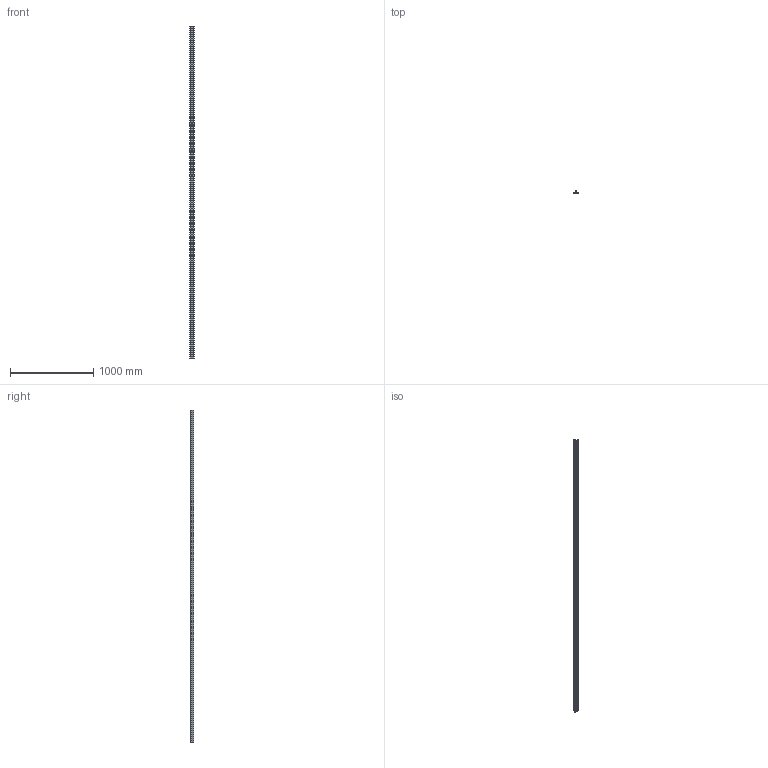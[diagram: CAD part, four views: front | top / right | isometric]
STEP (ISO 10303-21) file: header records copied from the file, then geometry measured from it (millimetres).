
FILE_DESCRIPTION (( 'STEP AP214' ), '1' );
FILE_NAME ('Ñáîðêà2.STEP', '2024-03-19T09:34:56', ( '' ), ( '' ), 'SwSTEP 2.0', 'SolidWorks 2022', '' );
FILE_SCHEMA (( 'AUTOMOTIVE_DESIGN' ));
Length unit declared in the file: millimetre
Products named in the file (2): Сборка2; Z48 Цилиндрический рельс SBR20_00
Assembly tree (1 placements, depth 2):
  Сборка2
    Z48 Цилиндрический рельс SBR20_00
Bounding box: 54.6 x 38.5 x 4000 mm (x, y, z)
Volume: 3157433.2 mm3; surface area: 760140.4 mm2
Topology: 1 solids, 1 shells, 568 faces, 1590 edges, 916 vertices
Faces by surface type: plane 241, cone 216, cylinder 111
Entity records: 18018 total; most frequent: CARTESIAN_POINT 4374, ORIENTED_EDGE 3180, DIRECTION 2740, EDGE_CURVE 1590, AXIS2_PLACEMENT_3D 1010, VERTEX_POINT 916, VECTOR 720, LINE 720
